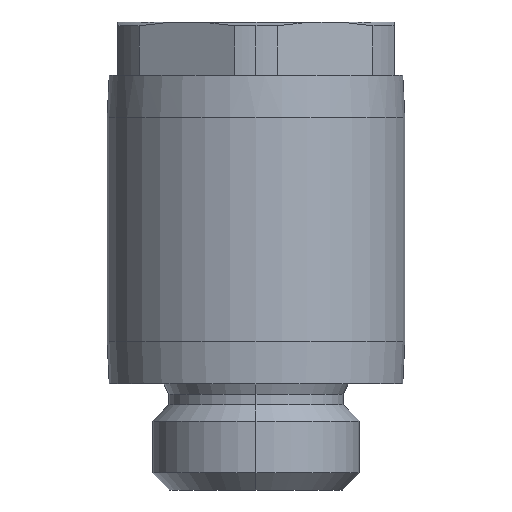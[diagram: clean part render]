
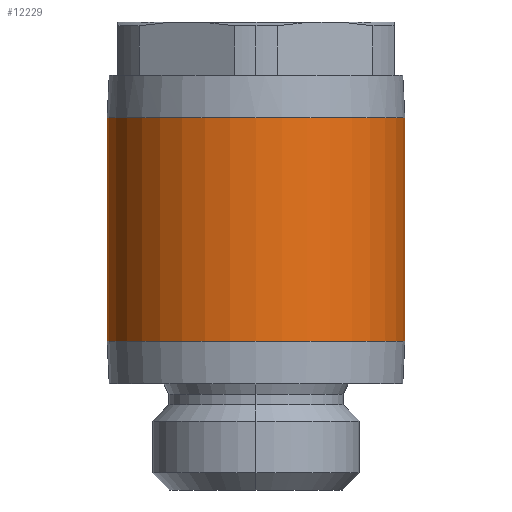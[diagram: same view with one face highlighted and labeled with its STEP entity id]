
A CAD part, left-side view. The second image highlights one B-rep face of the part: STEP entity #12229.
In plain terms, the highlighted cylindrical face has radius 7 mm (diameter 14 mm), a partial arc.
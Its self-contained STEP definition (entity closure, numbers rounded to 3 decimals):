
#47 = DIRECTION ( 'NONE',  ( 0., 0., 1. ) ) ;
#182 = CYLINDRICAL_SURFACE ( 'NONE', #10090, 7. ) ;
#1162 = DIRECTION ( 'NONE',  ( 0., -1., 0. ) ) ;
#1497 = CIRCLE ( 'NONE', #5936, 7. ) ;
#2288 = AXIS2_PLACEMENT_3D ( 'NONE', #6268, #12688, #15225 ) ;
#3451 = CARTESIAN_POINT ( 'NONE',  ( -1.1, -7., -5.25 ) ) ;
#3463 = CIRCLE ( 'NONE', #2288, 7. ) ;
#3682 = VERTEX_POINT ( 'NONE', #11777 ) ;
#3850 = VERTEX_POINT ( 'NONE', #3451 ) ;
#4743 = EDGE_CURVE ( 'NONE', #9288, #3850, #3463, .T. ) ;
#4964 = ORIENTED_EDGE ( 'NONE', *, *, #15854, .T. ) ;
#5233 = ORIENTED_EDGE ( 'NONE', *, *, #4743, .F. ) ;
#5692 = ORIENTED_EDGE ( 'NONE', *, *, #8934, .T. ) ;
#5736 = LINE ( 'NONE', #7307, #9653 ) ;
#5936 = AXIS2_PLACEMENT_3D ( 'NONE', #16047, #14831, #1162 ) ;
#6035 = VERTEX_POINT ( 'NONE', #13853 ) ;
#6067 = CARTESIAN_POINT ( 'NONE',  ( -1.1, 0., 0. ) ) ;
#6268 = CARTESIAN_POINT ( 'NONE',  ( -1.1, 0., -5.25 ) ) ;
#6552 = CARTESIAN_POINT ( 'NONE',  ( -1.1, 7., 0. ) ) ;
#6638 = EDGE_CURVE ( 'NONE', #3850, #3682, #5736, .T. ) ;
#7307 = CARTESIAN_POINT ( 'NONE',  ( -1.1, -7., 0. ) ) ;
#8726 = DIRECTION ( 'NONE',  ( 0., -1., 0. ) ) ;
#8934 = EDGE_CURVE ( 'NONE', #6035, #3682, #1497, .T. ) ;
#9288 = VERTEX_POINT ( 'NONE', #10554 ) ;
#9653 = VECTOR ( 'NONE', #14710, 1000. ) ;
#10090 = AXIS2_PLACEMENT_3D ( 'NONE', #6067, #47, #8726 ) ;
#10554 = CARTESIAN_POINT ( 'NONE',  ( -1.1, 7., -5.25 ) ) ;
#10579 = ORIENTED_EDGE ( 'NONE', *, *, #6638, .F. ) ;
#10737 = FACE_OUTER_BOUND ( 'NONE', #11869, .T. ) ;
#11535 = DIRECTION ( 'NONE',  ( 0., 0., 1. ) ) ;
#11777 = CARTESIAN_POINT ( 'NONE',  ( -1.1, -7., 5.25 ) ) ;
#11869 = EDGE_LOOP ( 'NONE', ( #5233, #4964, #5692, #10579 ) ) ;
#12229 = ADVANCED_FACE ( 'NONE', ( #10737 ), #182, .T. ) ;
#12688 = DIRECTION ( 'NONE',  ( 0., 0., -1. ) ) ;
#13853 = CARTESIAN_POINT ( 'NONE',  ( -1.1, 7., 5.25 ) ) ;
#14483 = LINE ( 'NONE', #6552, #15106 ) ;
#14710 = DIRECTION ( 'NONE',  ( 0., 0., 1. ) ) ;
#14831 = DIRECTION ( 'NONE',  ( 0., 0., -1. ) ) ;
#15106 = VECTOR ( 'NONE', #11535, 1000. ) ;
#15225 = DIRECTION ( 'NONE',  ( -1., 0., 0. ) ) ;
#15854 = EDGE_CURVE ( 'NONE', #9288, #6035, #14483, .T. ) ;
#16047 = CARTESIAN_POINT ( 'NONE',  ( -1.1, 0., 5.25 ) ) ;
